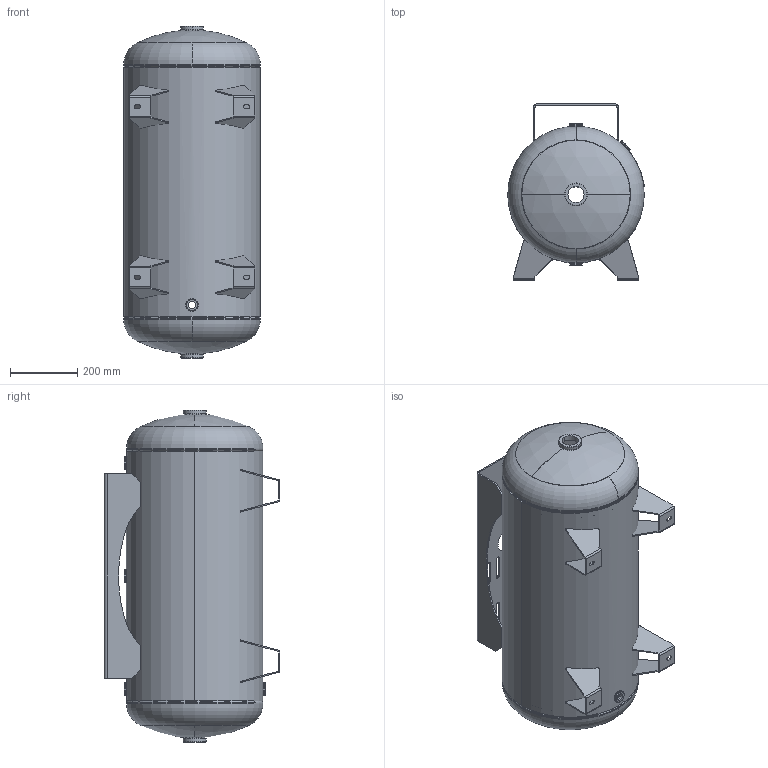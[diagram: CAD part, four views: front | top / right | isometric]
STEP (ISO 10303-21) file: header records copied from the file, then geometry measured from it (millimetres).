
FILE_DESCRIPTION (( 'STEP AP214' ), '1' );
FILE_NAME ('302470.STEP', '2024-03-20T23:20:08', ( '' ), ( '' ), 'SwSTEP 2.0', 'SolidWorks 2022', '' );
FILE_SCHEMA (( 'AUTOMOTIVE_DESIGN' ));
Length unit declared in the file: inch
Products named in the file (11): A55175; 302470; HEAD_16X099JOG; PHOENIX FLAT FLANGE_0750; PHOENIX FLAT FLANGE_0250P391; PHOENIX FLAT FLANGE_1500O-RING; 302470-SL; NP-HOR_16; A55819; PHOENIX FLAT FLANGE_0500P393
Assembly tree (16 placements, depth 2):
  302470
    302470-SL
    HEAD_16X099JOG
    HEAD_16X099JOG
    PHOENIX FLAT FLANGE_1500O-RING  x2
    PHOENIX FLAT FLANGE_0750  x3
    PHOENIX FLAT FLANGE_0500P393
    PHOENIX FLAT FLANGE_0250P391
    A55819  x4
    A55175
    NP-HOR_16
Bounding box: 406.4 x 524.11 x 989.03 mm (x, y, z)
Volume: 5414892.8 mm3; surface area: 3435299.9 mm2
Topology: 16 solids, 16 shells, 488 faces, 1132 edges, 688 vertices
Faces by surface type: cylinder 180, plane 170, torus 108, bspline 22, sphere 8
Full cylindrical faces by diameter (mm): 399.999 x1, 406.4 x1
Entity records: 15390 total; most frequent: CARTESIAN_POINT 7511, DIRECTION 1654, ORIENTED_EDGE 1460, EDGE_CURVE 730, AXIS2_PLACEMENT_3D 689, VERTEX_POINT 448, CIRCLE 384, EDGE_LOOP 368
